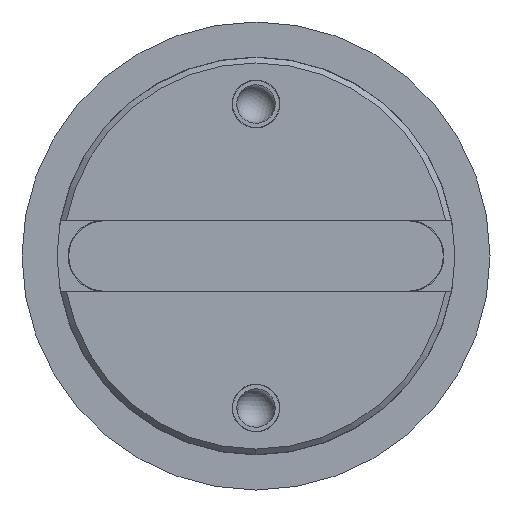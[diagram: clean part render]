
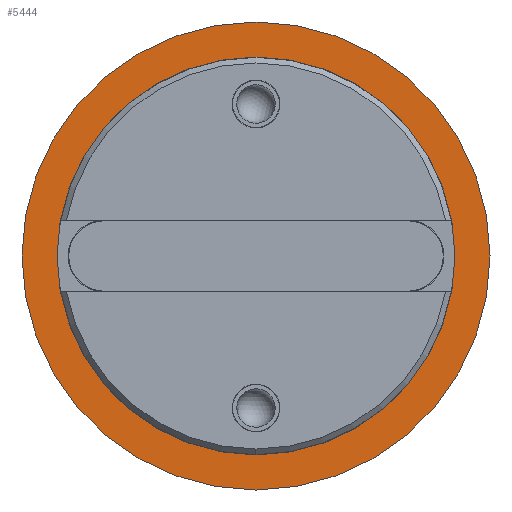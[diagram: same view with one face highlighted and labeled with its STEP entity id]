
A CAD part, left-side view. The second image highlights one B-rep face of the part: STEP entity #5444.
In plain terms, the highlighted planar face has unit normal (-1, 0, 0).
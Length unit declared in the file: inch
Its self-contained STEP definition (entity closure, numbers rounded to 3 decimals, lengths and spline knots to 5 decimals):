
#161 = CARTESIAN_POINT ( 'NONE',  ( -1.7345, 0., 1.0625 ) ) ;
#614 = ORIENTED_EDGE ( 'NONE', *, *, #4957, .F. ) ;
#616 = AXIS2_PLACEMENT_3D ( 'NONE', #2424, #2888, #5560 ) ;
#752 = VERTEX_POINT ( 'NONE', #3159 ) ;
#773 = CIRCLE ( 'NONE', #1228, 1.0625 ) ;
#851 = CARTESIAN_POINT ( 'NONE',  ( -1.7345, 0., -1.0625 ) ) ;
#876 = PLANE ( 'NONE',  #616 ) ;
#1141 = DIRECTION ( 'NONE',  ( 0., 0., -1. ) ) ;
#1151 = ORIENTED_EDGE ( 'NONE', *, *, #4967, .T. ) ;
#1228 = AXIS2_PLACEMENT_3D ( 'NONE', #3368, #4244, #1141 ) ;
#1280 = AXIS2_PLACEMENT_3D ( 'NONE', #2532, #3164, #3424 ) ;
#1571 = AXIS2_PLACEMENT_3D ( 'NONE', #2636, #5739, #3530 ) ;
#1587 = AXIS2_PLACEMENT_3D ( 'NONE', #5594, #2493, #4691 ) ;
#2424 = CARTESIAN_POINT ( 'NONE',  ( -1.7345, 0., 0. ) ) ;
#2493 = DIRECTION ( 'NONE',  ( 1., 0., 0. ) ) ;
#2532 = CARTESIAN_POINT ( 'NONE',  ( -1.7345, 0., 0. ) ) ;
#2627 = VERTEX_POINT ( 'NONE', #3403 ) ;
#2636 = CARTESIAN_POINT ( 'NONE',  ( -1.7345, 0., 0. ) ) ;
#2814 = EDGE_LOOP ( 'NONE', ( #614, #4860 ) ) ;
#2888 = DIRECTION ( 'NONE',  ( 1., 0., 0. ) ) ;
#3090 = ORIENTED_EDGE ( 'NONE', *, *, #4766, .T. ) ;
#3159 = CARTESIAN_POINT ( 'NONE',  ( -1.7345, 0., -1.25 ) ) ;
#3164 = DIRECTION ( 'NONE',  ( 1., 0., 0. ) ) ;
#3220 = EDGE_LOOP ( 'NONE', ( #3090, #1151 ) ) ;
#3368 = CARTESIAN_POINT ( 'NONE',  ( -1.7345, 0., 0. ) ) ;
#3403 = CARTESIAN_POINT ( 'NONE',  ( -1.7345, 0., 1.25 ) ) ;
#3424 = DIRECTION ( 'NONE',  ( 0., 0., -1. ) ) ;
#3434 = VERTEX_POINT ( 'NONE', #851 ) ;
#3530 = DIRECTION ( 'NONE',  ( 0., 0., -1. ) ) ;
#3580 = FACE_BOUND ( 'NONE', #3220, .T. ) ;
#3838 = CIRCLE ( 'NONE', #1280, 1.25 ) ;
#4244 = DIRECTION ( 'NONE',  ( 1., 0., 0. ) ) ;
#4298 = FACE_OUTER_BOUND ( 'NONE', #2814, .T. ) ;
#4417 = VERTEX_POINT ( 'NONE', #161 ) ;
#4424 = CIRCLE ( 'NONE', #1571, 1.25 ) ;
#4691 = DIRECTION ( 'NONE',  ( 0., 0., -1. ) ) ;
#4766 = EDGE_CURVE ( 'NONE', #4417, #3434, #5326, .T. ) ;
#4856 = EDGE_CURVE ( 'NONE', #752, #2627, #4424, .T. ) ;
#4860 = ORIENTED_EDGE ( 'NONE', *, *, #4856, .F. ) ;
#4957 = EDGE_CURVE ( 'NONE', #2627, #752, #3838, .T. ) ;
#4967 = EDGE_CURVE ( 'NONE', #3434, #4417, #773, .T. ) ;
#5326 = CIRCLE ( 'NONE', #1587, 1.0625 ) ;
#5444 = ADVANCED_FACE ( 'NONE', ( #4298, #3580 ), #876, .F. ) ;
#5560 = DIRECTION ( 'NONE',  ( 0., 0., -1. ) ) ;
#5594 = CARTESIAN_POINT ( 'NONE',  ( -1.7345, 0., 0. ) ) ;
#5739 = DIRECTION ( 'NONE',  ( 1., 0., 0. ) ) ;
